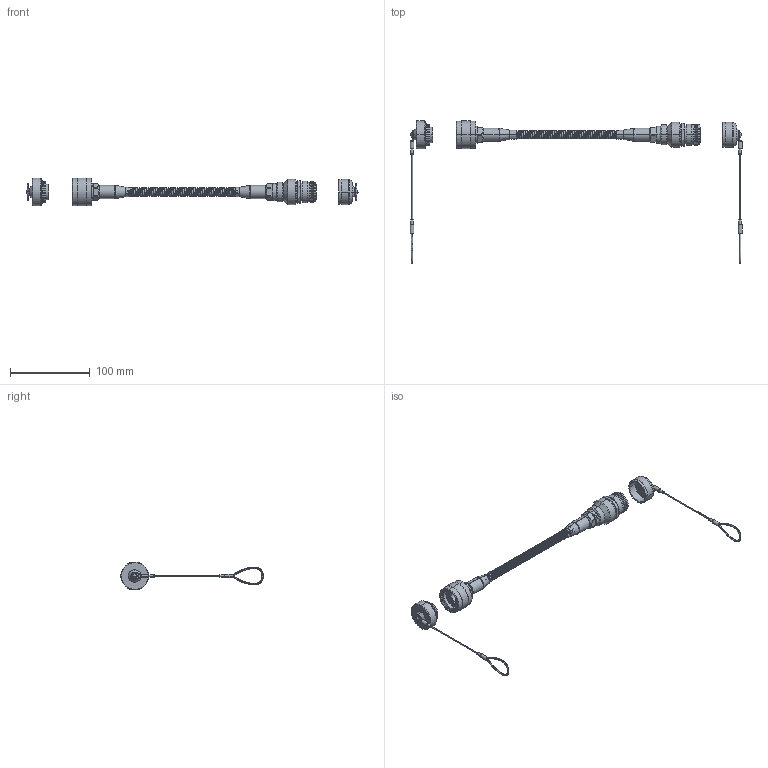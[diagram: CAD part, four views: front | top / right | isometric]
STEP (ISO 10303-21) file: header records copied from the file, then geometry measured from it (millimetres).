
FILE_DESCRIPTION (( 'STEP AP214' ), '1' );
FILE_NAME ('TRD8RGMT6.STEP', '2013-09-30T13:30:14', ( 'L-Com' ), ( 'L-Com Global Connectivity' ), 'SwSTEP 2.0', 'SolidWorks 2012', '' );
FILE_SCHEMA (( 'AUTOMOTIVE_DESIGN' ));
Length unit declared in the file: inch
Products named in the file (25): TRD8RGMT-S1-MA1; 3AC13-001(OD10xID8mm); ECRP5201UB0; ECRU5211U00; 3AB10-041-MA1; 3AB10-041; ECRP5201UA0-MA7; ECRP5201UA0-MA6; ECRP5201UA0-MA5; ECRP5201UA0-MA4; ECRP5201UA0-MA2; ECRP5201UA0-MA1; ECRA4211UB0; ECRU4201U00; 3AB10-036-MA1; 3AB10-036; ECRA0211UB0; 3AB10-035-MA5; 3AB10-035-MA4; 3AB10-035-MA3; 3AB10-035-MA2; 3AB10-035-MA1; 3AB10-035; 1AL03-103; TRD8RGMT6
Assembly tree (25 placements, depth 4):
  TRD8RGMT6
    1AL03-103
    ECRA4211UB0
      ECRA0211UB0
        3AB10-035
        3AB10-035-MA1
        3AB10-035-MA2
        3AB10-035-MA3
        3AB10-035-MA4
        3AB10-035-MA5
      ECRU4201U00
        3AB10-036
        3AB10-036-MA1
    ECRP5201UB0
      ECRP5201UA0-MA1
      ECRP5201UA0-MA2
      ECRP5201UA0-MA4
      ECRP5201UA0-MA5
      ECRP5201UA0-MA6
      ECRP5201UA0-MA7
      ECRU5211U00
        3AB10-041
        3AB10-041-MA1
    3AC13-001(OD10xID8mm)
    TRD8RGMT-S1-MA1  x2
Bounding box: 416.09 x 178.49 x 35.05 mm (x, y, z)
Volume: 75718 mm3; surface area: 72338 mm2
Topology: 22 solids, 22 shells, 964 faces, 2253 edges, 1380 vertices
Faces by surface type: cylinder 373, cone 268, plane 259, torus 44, bspline 20
Entity records: 40735 total; most frequent: CARTESIAN_POINT 14507, DIRECTION 4631, ORIENTED_EDGE 4442, EDGE_CURVE 2221, AXIS2_PLACEMENT_3D 1817, VERTEX_POINT 1364, EDGE_LOOP 1069, LINE 997
